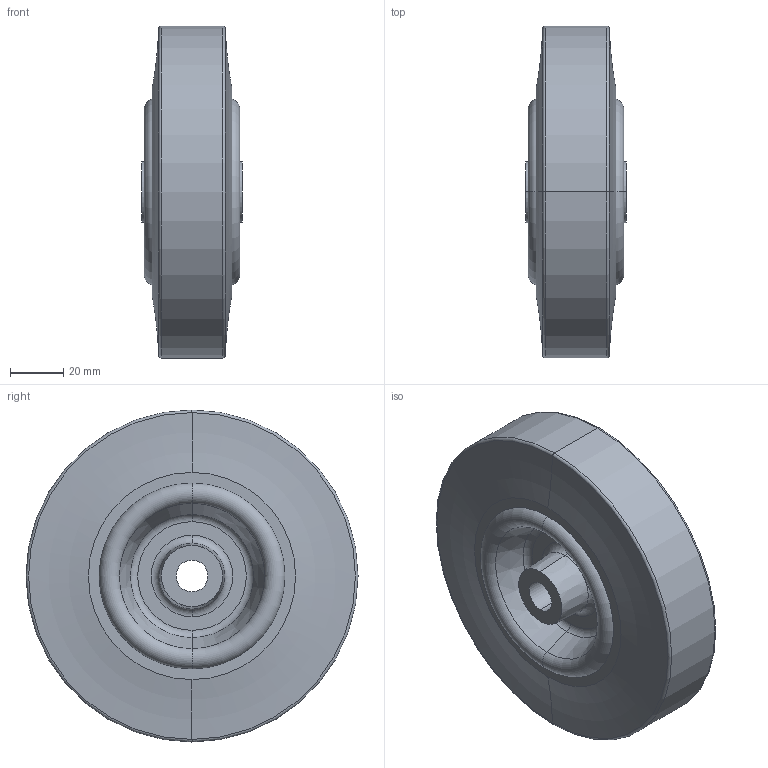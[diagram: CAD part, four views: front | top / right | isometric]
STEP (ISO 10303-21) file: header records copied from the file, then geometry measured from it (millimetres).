
FILE_DESCRIPTION (( 'STEP AP214' ), '1' );
FILE_NAME ('0016816_HGK-125-30-38-G12.STEP', '2016-06-15T10:08:00', ( '' ), ( '' ), 'SwSTEP 2.0', 'SolidWorks 2016', '' );
FILE_SCHEMA (( 'AUTOMOTIVE_DESIGN' ));
Length unit declared in the file: millimetre
Products named in the file (1): 0016816_HGK-125-30-38-G12
Bounding box: 38 x 125 x 125 mm (x, y, z)
Volume: 313801.7 mm3; surface area: 54135 mm2
Topology: 2 solids, 2 shells, 54 faces, 108 edges, 60 vertices
Faces by surface type: torus 28, cylinder 12, cone 8, plane 6
Entity records: 2057 total; most frequent: DIRECTION 306, CARTESIAN_POINT 223, ORIENTED_EDGE 216, AXIS2_PLACEMENT_3D 143, EDGE_CURVE 108, CIRCLE 88, EDGE_LOOP 60, VERTEX_POINT 60
